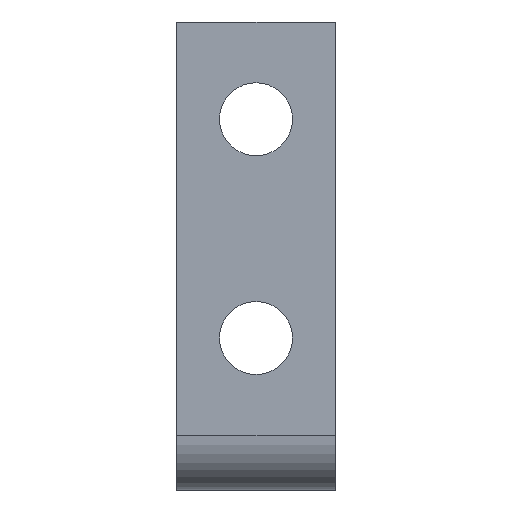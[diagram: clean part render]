
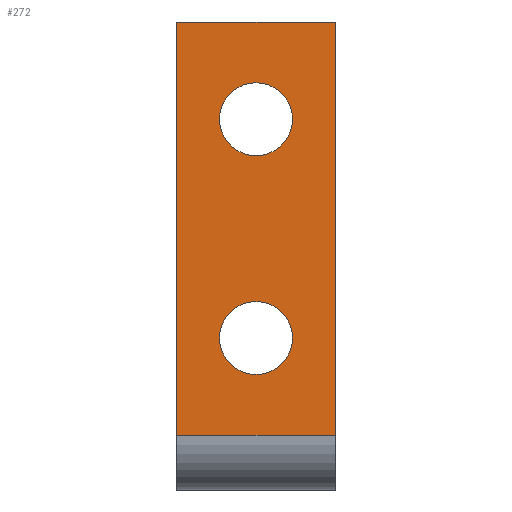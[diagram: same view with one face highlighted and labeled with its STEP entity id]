
A CAD part, left-side view. The second image highlights one B-rep face of the part: STEP entity #272.
In plain terms, the highlighted planar face has unit normal (-1, 0, 0).
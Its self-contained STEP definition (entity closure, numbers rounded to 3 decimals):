
#17=FACE_BOUND('',#55,.T.);
#18=FACE_BOUND('',#56,.T.);
#25=PLANE('',#310);
#38=FACE_OUTER_BOUND('',#54,.T.);
#54=EDGE_LOOP('',(#217,#218,#219,#220));
#55=EDGE_LOOP('',(#221));
#56=EDGE_LOOP('',(#222));
#78=LINE('',#442,#102);
#79=LINE('',#445,#103);
#80=LINE('',#447,#104);
#81=LINE('',#448,#105);
#102=VECTOR('',#366,10.);
#103=VECTOR('',#369,10.);
#104=VECTOR('',#370,10.);
#105=VECTOR('',#371,10.);
#115=CIRCLE('',#294,3.);
#117=CIRCLE('',#297,3.);
#127=VERTEX_POINT('',#399);
#129=VERTEX_POINT('',#405);
#141=VERTEX_POINT('',#438);
#142=VERTEX_POINT('',#440);
#143=VERTEX_POINT('',#444);
#144=VERTEX_POINT('',#446);
#151=EDGE_CURVE('',#127,#127,#115,.T.);
#154=EDGE_CURVE('',#129,#129,#117,.T.);
#172=EDGE_CURVE('',#141,#142,#78,.T.);
#173=EDGE_CURVE('',#143,#141,#79,.T.);
#174=EDGE_CURVE('',#144,#142,#80,.T.);
#175=EDGE_CURVE('',#143,#144,#81,.T.);
#217=ORIENTED_EDGE('',*,*,#173,.T.);
#218=ORIENTED_EDGE('',*,*,#172,.T.);
#219=ORIENTED_EDGE('',*,*,#174,.F.);
#220=ORIENTED_EDGE('',*,*,#175,.F.);
#221=ORIENTED_EDGE('',*,*,#151,.T.);
#222=ORIENTED_EDGE('',*,*,#154,.T.);
#272=ADVANCED_FACE('',(#38,#17,#18),#25,.T.);
#294=AXIS2_PLACEMENT_3D('',#400,#323,#324);
#297=AXIS2_PLACEMENT_3D('',#406,#330,#331);
#310=AXIS2_PLACEMENT_3D('',#443,#367,#368);
#323=DIRECTION('center_axis',(1.,0.,0.));
#324=DIRECTION('ref_axis',(0.,0.,1.));
#330=DIRECTION('center_axis',(1.,0.,0.));
#331=DIRECTION('ref_axis',(0.,0.,1.));
#366=DIRECTION('',(0.,1.,0.));
#367=DIRECTION('center_axis',(-1.,0.,0.));
#368=DIRECTION('ref_axis',(0.,0.,1.));
#369=DIRECTION('',(0.,0.,1.));
#370=DIRECTION('',(0.,0.,1.));
#371=DIRECTION('',(0.,1.,0.));
#399=CARTESIAN_POINT('',(-10.,6.5,19.));
#400=CARTESIAN_POINT('Origin',(-10.,6.5,22.));
#405=CARTESIAN_POINT('',(-10.,6.5,1.));
#406=CARTESIAN_POINT('Origin',(-10.,6.5,4.));
#438=CARTESIAN_POINT('',(-10.,0.,30.));
#440=CARTESIAN_POINT('',(-10.,13.,30.));
#442=CARTESIAN_POINT('',(-10.,0.,30.));
#443=CARTESIAN_POINT('Origin',(-10.,0.,-4.));
#444=CARTESIAN_POINT('',(-10.,0.,-4.));
#445=CARTESIAN_POINT('',(-10.,0.,-8.5));
#446=CARTESIAN_POINT('',(-10.,13.,-4.));
#447=CARTESIAN_POINT('',(-10.,13.,-8.5));
#448=CARTESIAN_POINT('',(-10.,0.,-4.));
